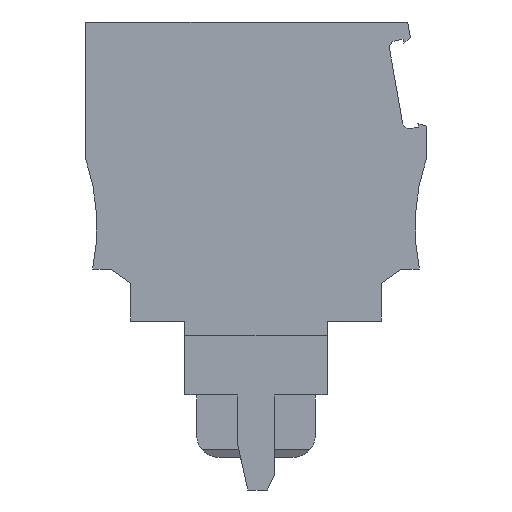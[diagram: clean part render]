
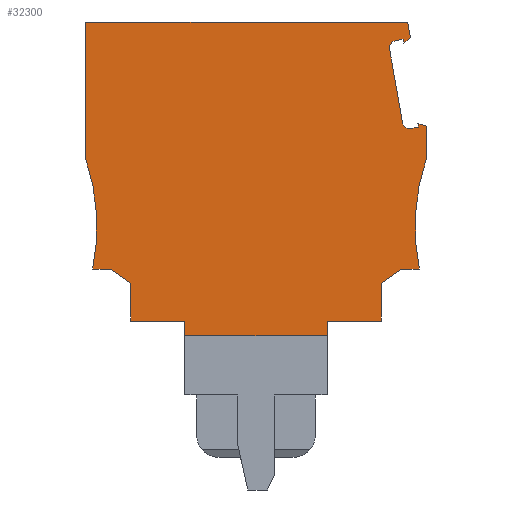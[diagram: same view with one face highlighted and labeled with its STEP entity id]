
A CAD part, left-side view. The second image highlights one B-rep face of the part: STEP entity #32300.
In plain terms, the highlighted face is planar.
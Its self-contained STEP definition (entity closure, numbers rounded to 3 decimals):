
#760=CARTESIAN_POINT('',(54.382,11.699,
53.645));
#770=VERTEX_POINT('',#760);
#920=CARTESIAN_POINT('',(54.335,11.967,
53.645));
#930=VERTEX_POINT('',#920);
#960=CARTESIAN_POINT('',(58.359,-10.856,
53.645));
#970=DIRECTION('',(0.174,-0.985,
0.));
#980=VECTOR('',#970,1.);
#990=LINE('',#960,#980);
#1000=EDGE_CURVE('',#930,#770,#990,.T.);
#1700=CARTESIAN_POINT('',(48.932,-9.1,
53.645));
#1710=VERTEX_POINT('',#1700);
#1740=CARTESIAN_POINT('',(48.932,-10.856,
53.645));
#1750=DIRECTION('',(0.,-1.,0.));
#1760=VECTOR('',#1750,1.);
#1770=LINE('',#1740,#1760);
#1780=CARTESIAN_POINT('',(48.932,-8.05,
53.645));
#1790=VERTEX_POINT('',#1780);
#1800=EDGE_CURVE('',#1790,#1710,#1770,.T.);
#2390=CARTESIAN_POINT('',(58.897,-10.856,
53.645));
#2400=DIRECTION('',(0.174,-0.985,
0.));
#2410=VECTOR('',#2400,1.);
#2420=LINE('',#2390,#2410);
#2430=CARTESIAN_POINT('',(54.656,13.2,
53.645));
#2440=VERTEX_POINT('',#2430);
#2450=CARTESIAN_POINT('',(54.851,12.093,
53.645));
#2460=VERTEX_POINT('',#2450);
#2470=EDGE_CURVE('',#2440,#2460,#2420,.T.);
#6240=CARTESIAN_POINT('',(53.368,11.289,
53.645));
#6250=VERTEX_POINT('',#6240);
#6330=CARTESIAN_POINT('',(54.293,6.045,
53.645));
#6340=VERTEX_POINT('',#6330);
#6370=CARTESIAN_POINT('',(57.273,-10.856,
53.645));
#6380=DIRECTION('',(-0.174,0.985,
0.));
#6390=VECTOR('',#6380,1.);
#6400=LINE('',#6370,#6390);
#6410=EDGE_CURVE('',#6340,#6250,#6400,.T.);
#9490=CARTESIAN_POINT('',(53.773,11.868,
53.645));
#9500=VERTEX_POINT('',#9490);
#9530=CARTESIAN_POINT('',(17.976,5.556,
53.645));
#9540=DIRECTION('',(0.985,0.174,
0.));
#9550=VECTOR('',#9540,1.);
#9560=LINE('',#9530,#9550);
#9570=EDGE_CURVE('',#9500,#930,#9560,.T.);
#9870=CARTESIAN_POINT('',(38.832,-8.05,
53.645));
#9880=VERTEX_POINT('',#9870);
#9910=CARTESIAN_POINT('',(38.832,-10.856,
53.645));
#9920=DIRECTION('',(0.,-1.,0.));
#9930=VECTOR('',#9920,1.);
#9940=LINE('',#9910,#9930);
#9950=CARTESIAN_POINT('',(38.832,-9.1,
53.645));
#9960=VERTEX_POINT('',#9950);
#9970=EDGE_CURVE('',#9880,#9960,#9940,.T.);
#10820=CARTESIAN_POINT('',(53.86,11.376,
53.645));
#10830=DIRECTION('',(0.,0.,1.));
#10840=DIRECTION('',(0.94,-0.342,
0.));
#10850=AXIS2_PLACEMENT_3D('',#10820,#10830,#10840);
#10860=CIRCLE('',#10850,0.5);
#10870=EDGE_CURVE('',#9500,#6250,#10860,.T.);
#13410=CARTESIAN_POINT('',(55.982,5.79,
53.645));
#13420=VERTEX_POINT('',#13410);
#13450=CARTESIAN_POINT('',(17.976,19.623,
53.645));
#13460=DIRECTION('',(-0.94,0.342,
0.));
#13470=VECTOR('',#13460,1.);
#13480=LINE('',#13450,#13470);
#13490=CARTESIAN_POINT('',(55.386,6.007,
53.645));
#13500=VERTEX_POINT('',#13490);
#13510=EDGE_CURVE('',#13420,#13500,#13480,.T.);
#13790=CARTESIAN_POINT('',(31.782,13.2,
53.645));
#13800=VERTEX_POINT('',#13790);
#13830=CARTESIAN_POINT('',(31.782,-10.856,
53.645));
#13840=DIRECTION('',(0.,1.,0.));
#13850=VECTOR('',#13840,1.);
#13860=LINE('',#13830,#13850);
#13870=CARTESIAN_POINT('',(31.782,3.483,
53.645));
#13880=VERTEX_POINT('',#13870);
#13890=EDGE_CURVE('',#13880,#13800,#13860,.T.);
#14170=CARTESIAN_POINT('',(55.433,5.738,
53.645));
#14180=VERTEX_POINT('',#14170);
#14230=CARTESIAN_POINT('',(58.359,-10.856,
53.645));
#14240=DIRECTION('',(0.174,-0.985,
0.));
#14250=VECTOR('',#14240,1.);
#14260=LINE('',#14230,#14250);
#14270=EDGE_CURVE('',#13500,#14180,#14260,.T.);
#14740=CARTESIAN_POINT('',(54.872,5.639,
53.645));
#14750=VERTEX_POINT('',#14740);
#14800=CARTESIAN_POINT('',(17.976,-0.866,
53.645));
#14810=DIRECTION('',(-0.985,-0.174,
0.));
#14820=VECTOR('',#14810,1.);
#14830=LINE('',#14800,#14820);
#14840=EDGE_CURVE('',#14180,#14750,#14830,.T.);
#15050=CARTESIAN_POINT('',(34.982,-8.05,
53.645));
#15060=VERTEX_POINT('',#15050);
#15090=CARTESIAN_POINT('',(17.976,-8.05,
53.645));
#15100=DIRECTION('',(-1.,0.,0.));
#15110=VECTOR('',#15100,1.);
#15120=LINE('',#15090,#15110);
#15130=EDGE_CURVE('',#9880,#15060,#15120,.T.);
#15330=CARTESIAN_POINT('',(17.976,-18.849,
53.645));
#15340=DIRECTION('',(0.766,0.643,
0.));
#15350=VECTOR('',#15340,1.);
#15360=LINE('',#15330,#15350);
#15370=EDGE_CURVE('',#770,#2460,#15360,.T.);
#15590=CARTESIAN_POINT('',(54.785,6.132,
53.645));
#15600=DIRECTION('',(0.,0.,-1.));
#15610=DIRECTION('',(-0.978,0.208,
0.));
#15620=AXIS2_PLACEMENT_3D('',#15590,#15600,#15610);
#15630=CIRCLE('',#15620,0.5);
#15640=EDGE_CURVE('',#14750,#6340,#15630,.T.);
#16070=CARTESIAN_POINT('',(17.976,-8.05,
53.645));
#16080=DIRECTION('',(1.,0.,0.));
#16090=VECTOR('',#16080,1.);
#16100=LINE('',#16070,#16090);
#16110=CARTESIAN_POINT('',(52.782,-8.05,
53.645));
#16120=VERTEX_POINT('',#16110);
#16130=EDGE_CURVE('',#1790,#16120,#16100,.T.);
#16370=CARTESIAN_POINT('',(17.582,-1.35,
53.645));
#16380=DIRECTION('',(0.,0.,1.));
#16390=DIRECTION('',(1.,0.,0.));
#16400=AXIS2_PLACEMENT_3D('',#16370,#16380,#16390);
#16410=CIRCLE('',#16400,15.);
#16420=CARTESIAN_POINT('',(32.279,-4.35,
53.645));
#16430=VERTEX_POINT('',#16420);
#16440=EDGE_CURVE('',#16430,#13880,#16410,.T.);
#16690=CARTESIAN_POINT('',(52.782,-10.856,
53.645));
#16700=DIRECTION('',(0.,1.,0.));
#16710=VECTOR('',#16700,1.);
#16720=LINE('',#16690,#16710);
#16730=CARTESIAN_POINT('',(52.782,-5.354,
53.645));
#16740=VERTEX_POINT('',#16730);
#16750=EDGE_CURVE('',#16120,#16740,#16720,.T.);
#17000=CARTESIAN_POINT('',(43.588,-11.792,
53.645));
#17010=DIRECTION('',(-0.819,-0.574,
0.));
#17020=VECTOR('',#17010,1.);
#17030=LINE('',#17000,#17020);
#17040=CARTESIAN_POINT('',(54.216,-4.35,
53.645));
#17050=VERTEX_POINT('',#17040);
#17060=EDGE_CURVE('',#17050,#16740,#17030,.T.);
#17320=CARTESIAN_POINT('',(17.976,-4.35,
53.645));
#17330=DIRECTION('',(1.,0.,0.));
#17340=VECTOR('',#17330,1.);
#17350=LINE('',#17320,#17340);
#17360=CARTESIAN_POINT('',(55.485,-4.35,
53.645));
#17370=VERTEX_POINT('',#17360);
#17380=EDGE_CURVE('',#17050,#17370,#17350,.T.);
#17620=CARTESIAN_POINT('',(17.976,-4.35,
53.645));
#17630=DIRECTION('',(-1.,0.,0.));
#17640=VECTOR('',#17630,1.);
#17650=LINE('',#17620,#17640);
#17660=CARTESIAN_POINT('',(33.548,-4.35,
53.645));
#17670=VERTEX_POINT('',#17660);
#17680=EDGE_CURVE('',#17670,#16430,#17650,.T.);
#17930=CARTESIAN_POINT('',(70.182,-1.35,
53.645));
#17940=DIRECTION('',(0.,0.,-1.));
#17950=DIRECTION('',(-1.,0.,0.));
#17960=AXIS2_PLACEMENT_3D('',#17930,#17940,#17950);
#17970=CIRCLE('',#17960,15.);
#17980=CARTESIAN_POINT('',(55.982,3.483,
53.645));
#17990=VERTEX_POINT('',#17980);
#18000=EDGE_CURVE('',#17370,#17990,#17970,.T.);
#18290=CARTESIAN_POINT('',(34.982,-5.354,
53.645));
#18300=VERTEX_POINT('',#18290);
#18330=CARTESIAN_POINT('',(34.982,-10.856,
53.645));
#18340=DIRECTION('',(0.,1.,0.));
#18350=VECTOR('',#18340,1.);
#18360=LINE('',#18330,#18350);
#18370=EDGE_CURVE('',#15060,#18300,#18360,.T.);
#21380=CARTESIAN_POINT('',(43.588,-11.38,
53.645));
#21390=DIRECTION('',(0.819,-0.574,
0.));
#21400=VECTOR('',#21390,1.);
#21410=LINE('',#21380,#21400);
#21420=EDGE_CURVE('',#17670,#18300,#21410,.T.);
#22970=CARTESIAN_POINT('',(17.976,13.2,
53.645));
#22980=DIRECTION('',(1.,0.,0.));
#22990=VECTOR('',#22980,1.);
#23000=LINE('',#22970,#22990);
#23010=EDGE_CURVE('',#13800,#2440,#23000,.T.);
#23220=CARTESIAN_POINT('',(55.982,-10.856,
53.645));
#23230=DIRECTION('',(0.,-1.,0.));
#23240=VECTOR('',#23230,1.);
#23250=LINE('',#23220,#23240);
#23260=EDGE_CURVE('',#13420,#17990,#23250,.T.);
#31810=CARTESIAN_POINT('',(17.976,-9.1,
53.645));
#31820=DIRECTION('',(1.,0.,0.));
#31830=VECTOR('',#31820,1.);
#31840=LINE('',#31810,#31830);
#31850=EDGE_CURVE('',#9960,#1710,#31840,.T.);
#31970=CARTESIAN_POINT('',(45.723,9.739,
53.645));
#31980=DIRECTION('',(0.,0.,-1.));
#31990=DIRECTION('',(-1.,0.,0.));
#32000=AXIS2_PLACEMENT_3D('',#31970,#31980,#31990);
#32010=PLANE('',#32000);
#32020=ORIENTED_EDGE('',*,*,#9970,.T.);
#32030=ORIENTED_EDGE('',*,*,#15130,.F.);
#32040=ORIENTED_EDGE('',*,*,#18370,.F.);
#32050=ORIENTED_EDGE('',*,*,#21420,.T.);
#32060=ORIENTED_EDGE('',*,*,#17680,.F.);
#32070=ORIENTED_EDGE('',*,*,#16440,.F.);
#32080=ORIENTED_EDGE('',*,*,#13890,.F.);
#32090=ORIENTED_EDGE('',*,*,#23010,.F.);
#32100=ORIENTED_EDGE('',*,*,#2470,.F.);
#32110=ORIENTED_EDGE('',*,*,#15370,.T.);
#32120=ORIENTED_EDGE('',*,*,#1000,.T.);
#32130=ORIENTED_EDGE('',*,*,#9570,.T.);
#32140=ORIENTED_EDGE('',*,*,#10870,.F.);
#32150=ORIENTED_EDGE('',*,*,#6410,.T.);
#32160=ORIENTED_EDGE('',*,*,#15640,.T.);
#32170=ORIENTED_EDGE('',*,*,#14840,.T.);
#32180=ORIENTED_EDGE('',*,*,#14270,.T.);
#32190=ORIENTED_EDGE('',*,*,#13510,.T.);
#32200=ORIENTED_EDGE('',*,*,#23260,.F.);
#32210=ORIENTED_EDGE('',*,*,#18000,.T.);
#32220=ORIENTED_EDGE('',*,*,#17380,.T.);
#32230=ORIENTED_EDGE('',*,*,#17060,.F.);
#32240=ORIENTED_EDGE('',*,*,#16750,.T.);
#32250=ORIENTED_EDGE('',*,*,#16130,.T.);
#32260=ORIENTED_EDGE('',*,*,#1800,.F.);
#32270=ORIENTED_EDGE('',*,*,#31850,.T.);
#32280=EDGE_LOOP('',(#32270,#32260,#32250,#32240,#32230,#32220,#32210,
#32200,#32190,#32180,#32170,#32160,#32150,#32140,#32130,#32120,#32110,
#32100,#32090,#32080,#32070,#32060,#32050,#32040,#32030,#32020));
#32290=FACE_OUTER_BOUND('',#32280,.T.);
#32300=ADVANCED_FACE('',(#32290),#32010,.F.);
